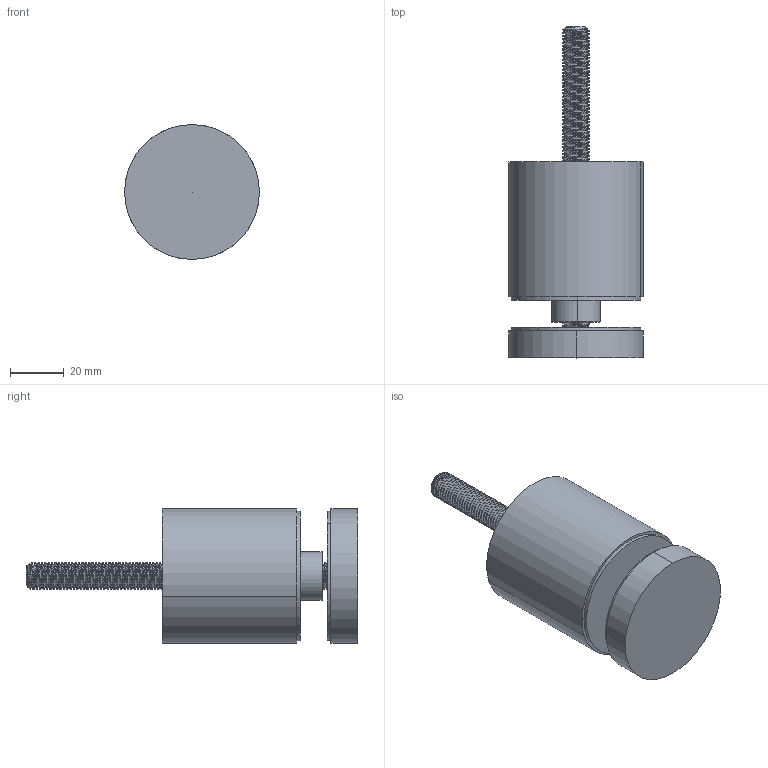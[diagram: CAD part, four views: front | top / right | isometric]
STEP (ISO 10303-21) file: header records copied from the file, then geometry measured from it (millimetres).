
FILE_DESCRIPTION (( 'STEP AP203' ), '1' );
FILE_NAME ('1806458.STEP', '2021-02-25T07:05:07', ( '' ), ( '' ), 'SwSTEP 2.0', 'SolidWorks 2020', '' );
FILE_SCHEMA (( 'CONFIG_CONTROL_DESIGN' ));
Length unit declared in the file: millimetre
Products named in the file (6): 1806458 Part1; 1806458 Part3; 1806458 Part4; 1806458 Part2; 1806458 PART5; 1806458
Assembly tree (6 placements, depth 2):
  1806458
    1806458 Part1
    1806458 Part3  x2
    1806458 Part4
    1806458 Part2
    1806458 PART5
Bounding box: 50 x 123 x 50 mm (x, y, z)
Volume: 127832.7 mm3; surface area: 35387.2 mm2
Topology: 6 solids, 6 shells, 234 faces, 660 edges, 438 vertices
Faces by surface type: cylinder 210, plane 14, cone 7, bspline 3
Entity records: 19101 total; most frequent: CARTESIAN_POINT 13628, ORIENTED_EDGE 1292, DIRECTION 767, EDGE_CURVE 646, VERTEX_POINT 430, AXIS2_PLACEMENT_3D 275, EDGE_LOOP 236, ADVANCED_FACE 228
